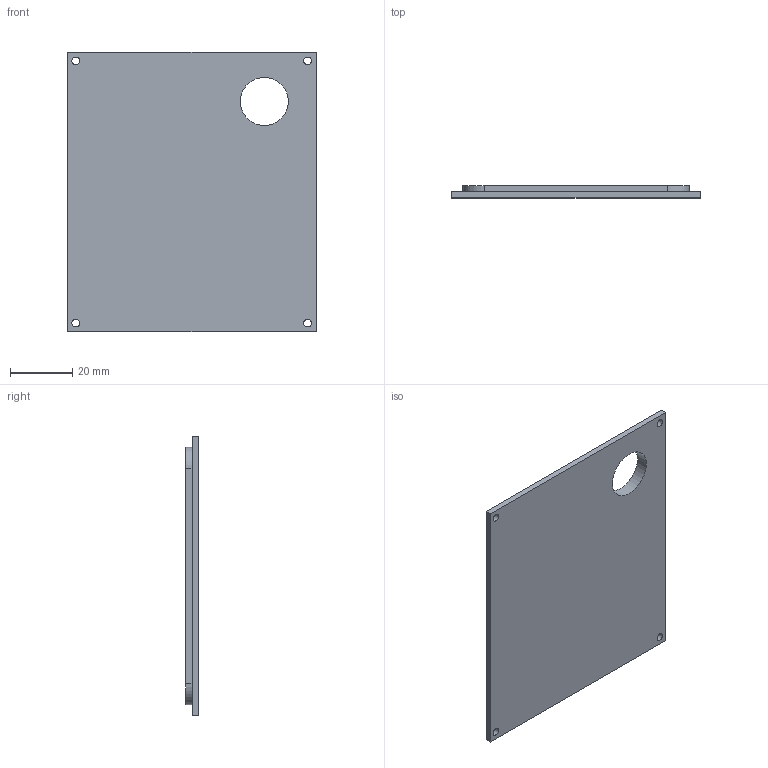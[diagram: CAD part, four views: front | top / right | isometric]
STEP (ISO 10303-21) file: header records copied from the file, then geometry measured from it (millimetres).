
FILE_DESCRIPTION(/* description */ (''),/* implementation_level */ '2;1');
FILE_NAME(/* name */ 'Wire enclosure box top v2_.step',/* time_stamp */ '2024-10-14T11:44:42-07:00',/* author */ (''),/* organization */ (''),/* preprocessor_version */ 'ST-DEVELOPER v20',/* originating_system */ 'Autodesk Translation Framework v13.20.0.188',/* authorisation */ '');
FILE_SCHEMA (('AUTOMOTIVE_DESIGN { 1 0 10303 214 3 1 1 }'));
Length unit declared in the file: millimetre
Products named in the file (1): (Unsaved)
Bounding box: 80 x 4 x 90 mm (x, y, z)
Volume: 25071.9 mm3; surface area: 16344.9 mm2
Topology: 1 solids, 1 shells, 382 faces, 1086 edges, 724 vertices
Faces by surface type: bspline 335, plane 38, cylinder 9
Full cylindrical faces by diameter (mm): 2.5 x4, 15.5 x1
Entity records: 13226 total; most frequent: CARTESIAN_POINT 6548, ORIENTED_EDGE 2172, EDGE_CURVE 1086, VERTEX_POINT 724, DIRECTION 530, EDGE_LOOP 410, LINE 398, VECTOR 398
